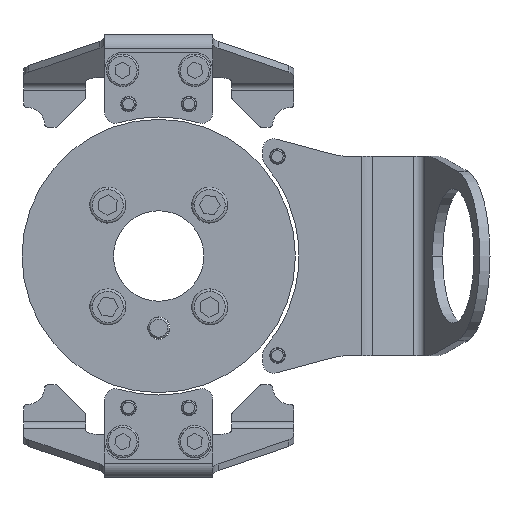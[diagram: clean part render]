
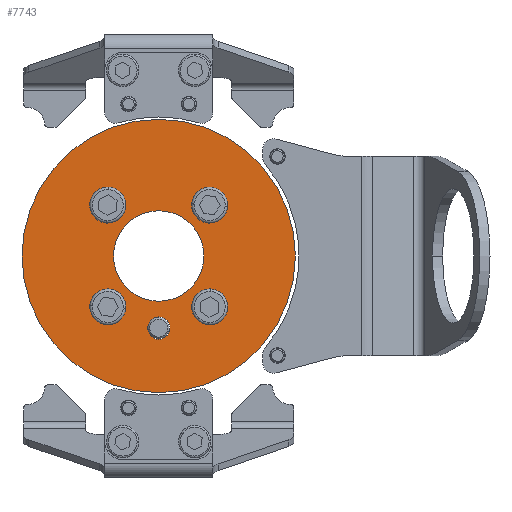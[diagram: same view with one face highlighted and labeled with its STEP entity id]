
A CAD part, left-side view. The second image highlights one B-rep face of the part: STEP entity #7743.
In plain terms, the highlighted planar face has unit normal (-1, 0, 0).
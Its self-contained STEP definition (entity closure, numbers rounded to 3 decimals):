
#142 = EDGE_CURVE ( 'NONE', #387, #10700, #15375, .T. ) ;
#347 = EDGE_CURVE ( 'NONE', #5604, #11833, #15316, .T. ) ;
#387 = VERTEX_POINT ( 'NONE', #10464 ) ;
#528 = EDGE_CURVE ( 'NONE', #11019, #3480, #4308, .T. ) ;
#650 = ORIENTED_EDGE ( 'NONE', *, *, #347, .T. ) ;
#857 = EDGE_CURVE ( 'NONE', #11833, #5604, #16132, .T. ) ;
#1308 = CARTESIAN_POINT ( 'NONE',  ( -1046., 3.736, 1367.762 ) ) ;
#1435 = AXIS2_PLACEMENT_3D ( 'NONE', #7400, #2725, #2616 ) ;
#1751 = DIRECTION ( 'NONE',  ( 0., 0., 1. ) ) ;
#1768 = DIRECTION ( 'NONE',  ( 1., 0., 0. ) ) ;
#1786 = AXIS2_PLACEMENT_3D ( 'NONE', #2505, #9755, #2567 ) ;
#1790 = CIRCLE ( 'NONE', #10991, 37.95 ) ;
#1877 = CARTESIAN_POINT ( 'NONE',  ( -1046., 3.736, 1405.712 ) ) ;
#1896 = EDGE_LOOP ( 'NONE', ( #14754, #7136 ) ) ;
#2391 = CARTESIAN_POINT ( 'NONE',  ( -1046., 17.878, 1388.37 ) ) ;
#2505 = CARTESIAN_POINT ( 'NONE',  ( -1046., -10.407, 1391.57 ) ) ;
#2540 = CIRCLE ( 'NONE', #10531, 3.2 ) ;
#2567 = DIRECTION ( 'NONE',  ( 0., 0., 1. ) ) ;
#2574 = EDGE_CURVE ( 'NONE', #15985, #10400, #6442, .T. ) ;
#2616 = DIRECTION ( 'NONE',  ( 0., 0., 1. ) ) ;
#2643 = DIRECTION ( 'NONE',  ( 1., 0., 0. ) ) ;
#2725 = DIRECTION ( 'NONE',  ( 1., 0., 0. ) ) ;
#2798 = AXIS2_PLACEMENT_3D ( 'NONE', #11489, #11609, #11647 ) ;
#2799 = DIRECTION ( 'NONE',  ( 1., 0., 0. ) ) ;
#2816 = CARTESIAN_POINT ( 'NONE',  ( -1046., 3.736, 1385.712 ) ) ;
#2850 = DIRECTION ( 'NONE',  ( 0., 0., 1. ) ) ;
#3172 = ORIENTED_EDGE ( 'NONE', *, *, #4299, .F. ) ;
#3411 = ORIENTED_EDGE ( 'NONE', *, *, #528, .T. ) ;
#3480 = VERTEX_POINT ( 'NONE', #13736 ) ;
#3941 = VERTEX_POINT ( 'NONE', #8384 ) ;
#3960 = EDGE_LOOP ( 'NONE', ( #5530, #9446 ) ) ;
#4014 = FACE_BOUND ( 'NONE', #1896, .T. ) ;
#4052 = EDGE_LOOP ( 'NONE', ( #7241, #3172 ) ) ;
#4224 = EDGE_LOOP ( 'NONE', ( #15143, #14229 ) ) ;
#4299 = EDGE_CURVE ( 'NONE', #10400, #15985, #1790, .T. ) ;
#4308 = CIRCLE ( 'NONE', #15413, 3.2 ) ;
#4353 = EDGE_LOOP ( 'NONE', ( #650, #8894 ) ) ;
#4363 = CIRCLE ( 'NONE', #10609, 3.2 ) ;
#4459 = EDGE_LOOP ( 'NONE', ( #13882, #12317 ) ) ;
#4500 = DIRECTION ( 'NONE',  ( 0., 0., 1. ) ) ;
#4506 = CARTESIAN_POINT ( 'NONE',  ( -1046., 3.736, 1382.612 ) ) ;
#4657 = DIRECTION ( 'NONE',  ( 0., 0., 1. ) ) ;
#4693 = DIRECTION ( 'NONE',  ( 1., 0., 0. ) ) ;
#4696 = EDGE_CURVE ( 'NONE', #8851, #6767, #4363, .T. ) ;
#4778 = CARTESIAN_POINT ( 'NONE',  ( -1046., 3.736, 1405.712 ) ) ;
#5372 = FACE_BOUND ( 'NONE', #4353, .T. ) ;
#5519 = AXIS2_PLACEMENT_3D ( 'NONE', #13228, #13310, #13265 ) ;
#5530 = ORIENTED_EDGE ( 'NONE', *, *, #14190, .T. ) ;
#5561 = CARTESIAN_POINT ( 'NONE',  ( -1046., 17.878, 1391.57 ) ) ;
#5604 = VERTEX_POINT ( 'NONE', #7747 ) ;
#5611 = AXIS2_PLACEMENT_3D ( 'NONE', #14665, #14681, #14716 ) ;
#5810 = AXIS2_PLACEMENT_3D ( 'NONE', #9897, #9965, #10597 ) ;
#6163 = VERTEX_POINT ( 'NONE', #11707 ) ;
#6236 = CIRCLE ( 'NONE', #5519, 3.1 ) ;
#6372 = FACE_BOUND ( 'NONE', #4459, .T. ) ;
#6442 = CIRCLE ( 'NONE', #12842, 37.95 ) ;
#6584 = CARTESIAN_POINT ( 'NONE',  ( -1046., 17.878, 1423.055 ) ) ;
#6767 = VERTEX_POINT ( 'NONE', #9787 ) ;
#7108 = AXIS2_PLACEMENT_3D ( 'NONE', #9218, #9104, #8776 ) ;
#7136 = ORIENTED_EDGE ( 'NONE', *, *, #4696, .T. ) ;
#7173 = FACE_BOUND ( 'NONE', #4224, .T. ) ;
#7204 = CARTESIAN_POINT ( 'NONE',  ( -1046., -10.407, 1394.77 ) ) ;
#7241 = ORIENTED_EDGE ( 'NONE', *, *, #2574, .F. ) ;
#7294 = CARTESIAN_POINT ( 'NONE',  ( -1046., 3.736, 1405.712 ) ) ;
#7400 = CARTESIAN_POINT ( 'NONE',  ( -1046., 17.878, 1391.57 ) ) ;
#7598 = VERTEX_POINT ( 'NONE', #7204 ) ;
#7743 = ADVANCED_FACE ( 'NONE', ( #6372, #4014, #7774, #11551, #7173, #8186, #5372 ), #9129, .F. ) ;
#7747 = CARTESIAN_POINT ( 'NONE',  ( -1046., 3.736, 1393.162 ) ) ;
#7774 = FACE_BOUND ( 'NONE', #3960, .T. ) ;
#8116 = CARTESIAN_POINT ( 'NONE',  ( -1046., 3.736, 1405.712 ) ) ;
#8186 = FACE_OUTER_BOUND ( 'NONE', #4052, .T. ) ;
#8384 = CARTESIAN_POINT ( 'NONE',  ( -1046., -10.407, 1388.37 ) ) ;
#8691 = CIRCLE ( 'NONE', #5810, 3.2 ) ;
#8776 = DIRECTION ( 'NONE',  ( 0., 0., 1. ) ) ;
#8851 = VERTEX_POINT ( 'NONE', #11207 ) ;
#8894 = ORIENTED_EDGE ( 'NONE', *, *, #857, .T. ) ;
#8926 = CARTESIAN_POINT ( 'NONE',  ( -1046., 3.736, 1418.262 ) ) ;
#9104 = DIRECTION ( 'NONE',  ( 1., 0., 0. ) ) ;
#9111 = EDGE_CURVE ( 'NONE', #10700, #387, #6236, .T. ) ;
#9129 = PLANE ( 'NONE',  #7108 ) ;
#9218 = CARTESIAN_POINT ( 'NONE',  ( -1046., 3.736, 1405.712 ) ) ;
#9446 = ORIENTED_EDGE ( 'NONE', *, *, #12865, .T. ) ;
#9755 = DIRECTION ( 'NONE',  ( 1., 0., 0. ) ) ;
#9787 = CARTESIAN_POINT ( 'NONE',  ( -1046., -10.407, 1423.055 ) ) ;
#9897 = CARTESIAN_POINT ( 'NONE',  ( -1046., 17.878, 1419.855 ) ) ;
#9965 = DIRECTION ( 'NONE',  ( 1., 0., 0. ) ) ;
#10015 = CIRCLE ( 'NONE', #5611, 3.2 ) ;
#10273 = CARTESIAN_POINT ( 'NONE',  ( -1046., -10.407, 1391.57 ) ) ;
#10400 = VERTEX_POINT ( 'NONE', #14649 ) ;
#10464 = CARTESIAN_POINT ( 'NONE',  ( -1046., 3.736, 1388.812 ) ) ;
#10531 = AXIS2_PLACEMENT_3D ( 'NONE', #10273, #2643, #11535 ) ;
#10597 = DIRECTION ( 'NONE',  ( 0., 0., 1. ) ) ;
#10609 = AXIS2_PLACEMENT_3D ( 'NONE', #15977, #16116, #15682 ) ;
#10700 = VERTEX_POINT ( 'NONE', #4506 ) ;
#10976 = DIRECTION ( 'NONE',  ( 1., 0., 0. ) ) ;
#10991 = AXIS2_PLACEMENT_3D ( 'NONE', #4778, #4693, #4657 ) ;
#11019 = VERTEX_POINT ( 'NONE', #2391 ) ;
#11123 = CIRCLE ( 'NONE', #1786, 3.2 ) ;
#11207 = CARTESIAN_POINT ( 'NONE',  ( -1046., -10.407, 1416.655 ) ) ;
#11233 = EDGE_CURVE ( 'NONE', #6767, #8851, #15121, .T. ) ;
#11489 = CARTESIAN_POINT ( 'NONE',  ( -1046., -10.407, 1419.855 ) ) ;
#11535 = DIRECTION ( 'NONE',  ( 0., 0., 1. ) ) ;
#11551 = FACE_BOUND ( 'NONE', #13699, .T. ) ;
#11609 = DIRECTION ( 'NONE',  ( 1., 0., 0. ) ) ;
#11647 = DIRECTION ( 'NONE',  ( 0., 0., 1. ) ) ;
#11707 = CARTESIAN_POINT ( 'NONE',  ( -1046., 17.878, 1416.655 ) ) ;
#11807 = EDGE_CURVE ( 'NONE', #7598, #3941, #11123, .T. ) ;
#11833 = VERTEX_POINT ( 'NONE', #8926 ) ;
#11881 = DIRECTION ( 'NONE',  ( 1., 0., 0. ) ) ;
#11926 = VERTEX_POINT ( 'NONE', #6584 ) ;
#12008 = EDGE_CURVE ( 'NONE', #3480, #11019, #13801, .T. ) ;
#12089 = DIRECTION ( 'NONE',  ( 0., 0., 1. ) ) ;
#12160 = DIRECTION ( 'NONE',  ( 1., 0., 0. ) ) ;
#12317 = ORIENTED_EDGE ( 'NONE', *, *, #14997, .T. ) ;
#12842 = AXIS2_PLACEMENT_3D ( 'NONE', #1877, #1768, #1751 ) ;
#12865 = EDGE_CURVE ( 'NONE', #6163, #11926, #10015, .T. ) ;
#13228 = CARTESIAN_POINT ( 'NONE',  ( -1046., 3.736, 1385.712 ) ) ;
#13265 = DIRECTION ( 'NONE',  ( 0., 0., 1. ) ) ;
#13310 = DIRECTION ( 'NONE',  ( 1., 0., 0. ) ) ;
#13404 = DIRECTION ( 'NONE',  ( 0., 0., 1. ) ) ;
#13488 = ORIENTED_EDGE ( 'NONE', *, *, #12008, .T. ) ;
#13699 = EDGE_LOOP ( 'NONE', ( #13488, #3411 ) ) ;
#13736 = CARTESIAN_POINT ( 'NONE',  ( -1046., 17.878, 1394.77 ) ) ;
#13801 = CIRCLE ( 'NONE', #1435, 3.2 ) ;
#13882 = ORIENTED_EDGE ( 'NONE', *, *, #11807, .T. ) ;
#14190 = EDGE_CURVE ( 'NONE', #11926, #6163, #8691, .T. ) ;
#14229 = ORIENTED_EDGE ( 'NONE', *, *, #9111, .T. ) ;
#14649 = CARTESIAN_POINT ( 'NONE',  ( -1046., 3.736, 1443.662 ) ) ;
#14665 = CARTESIAN_POINT ( 'NONE',  ( -1046., 17.878, 1419.855 ) ) ;
#14681 = DIRECTION ( 'NONE',  ( 1., 0., 0. ) ) ;
#14716 = DIRECTION ( 'NONE',  ( 0., 0., 1. ) ) ;
#14754 = ORIENTED_EDGE ( 'NONE', *, *, #11233, .T. ) ;
#14997 = EDGE_CURVE ( 'NONE', #3941, #7598, #2540, .T. ) ;
#15065 = AXIS2_PLACEMENT_3D ( 'NONE', #7294, #12160, #13404 ) ;
#15121 = CIRCLE ( 'NONE', #2798, 3.2 ) ;
#15143 = ORIENTED_EDGE ( 'NONE', *, *, #142, .T. ) ;
#15316 = CIRCLE ( 'NONE', #15498, 12.55 ) ;
#15375 = CIRCLE ( 'NONE', #15724, 3.1 ) ;
#15413 = AXIS2_PLACEMENT_3D ( 'NONE', #5561, #10976, #4500 ) ;
#15498 = AXIS2_PLACEMENT_3D ( 'NONE', #8116, #11881, #12089 ) ;
#15682 = DIRECTION ( 'NONE',  ( 0., 0., 1. ) ) ;
#15724 = AXIS2_PLACEMENT_3D ( 'NONE', #2816, #2799, #2850 ) ;
#15977 = CARTESIAN_POINT ( 'NONE',  ( -1046., -10.407, 1419.855 ) ) ;
#15985 = VERTEX_POINT ( 'NONE', #1308 ) ;
#16116 = DIRECTION ( 'NONE',  ( 1., 0., 0. ) ) ;
#16132 = CIRCLE ( 'NONE', #15065, 12.55 ) ;
